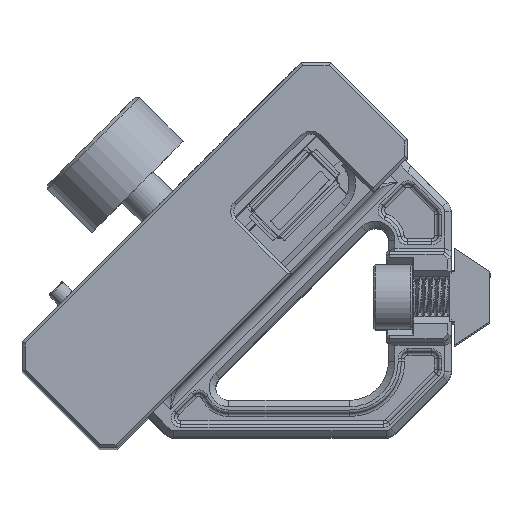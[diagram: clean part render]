
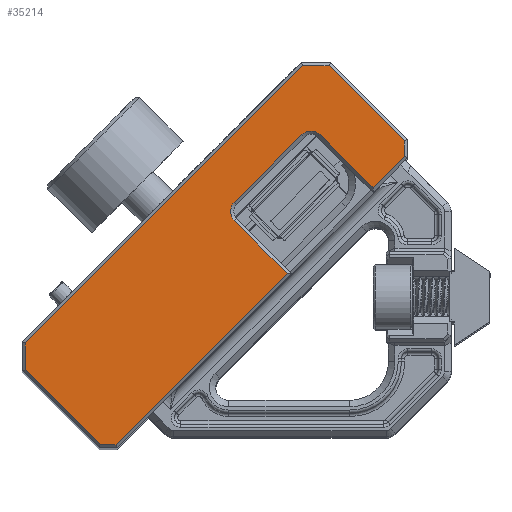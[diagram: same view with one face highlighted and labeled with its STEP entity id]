
A CAD part, top view. The second image highlights one B-rep face of the part: STEP entity #35214.
In plain terms, the highlighted face is planar.
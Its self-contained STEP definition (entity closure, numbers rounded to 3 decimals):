
#1004=PLANE('',#37460);
#2890=FACE_OUTER_BOUND('',#4840,.T.);
#4840=EDGE_LOOP('',(#26187,#26188,#26189,#26190,#26191,#26192,#26193,#26194,
#26195,#26196,#26197,#26198,#26199,#26200));
#7295=LINE('',#53681,#11388);
#7296=LINE('',#53685,#11389);
#7297=LINE('',#53687,#11390);
#7298=LINE('',#53689,#11391);
#7299=LINE('',#53691,#11392);
#7300=LINE('',#53693,#11393);
#7301=LINE('',#53695,#11394);
#7302=LINE('',#53697,#11395);
#7303=LINE('',#53699,#11396);
#7304=LINE('',#53701,#11397);
#7305=LINE('',#53703,#11398);
#7306=LINE('',#53704,#11399);
#11388=VECTOR('',#41379,1000.);
#11389=VECTOR('',#41382,1000.);
#11390=VECTOR('',#41383,1000.);
#11391=VECTOR('',#41384,1000.);
#11392=VECTOR('',#41385,1000.);
#11393=VECTOR('',#41386,1000.);
#11394=VECTOR('',#41387,1000.);
#11395=VECTOR('',#41388,1000.);
#11396=VECTOR('',#41389,1000.);
#11397=VECTOR('',#41390,1000.);
#11398=VECTOR('',#41391,1000.);
#11399=VECTOR('',#41392,1000.);
#15072=CIRCLE('',#37461,2.);
#15073=CIRCLE('',#37462,2.);
#16242=VERTEX_POINT('',#53677);
#16243=VERTEX_POINT('',#53678);
#16244=VERTEX_POINT('',#53680);
#16245=VERTEX_POINT('',#53682);
#16246=VERTEX_POINT('',#53684);
#16247=VERTEX_POINT('',#53686);
#16248=VERTEX_POINT('',#53688);
#16249=VERTEX_POINT('',#53690);
#16250=VERTEX_POINT('',#53692);
#16251=VERTEX_POINT('',#53694);
#16252=VERTEX_POINT('',#53696);
#16253=VERTEX_POINT('',#53698);
#16254=VERTEX_POINT('',#53700);
#16255=VERTEX_POINT('',#53702);
#20130=EDGE_CURVE('',#16242,#16243,#15072,.T.);
#20131=EDGE_CURVE('',#16243,#16244,#7295,.T.);
#20132=EDGE_CURVE('',#16244,#16245,#15073,.T.);
#20133=EDGE_CURVE('',#16245,#16246,#7296,.T.);
#20134=EDGE_CURVE('',#16246,#16247,#7297,.T.);
#20135=EDGE_CURVE('',#16247,#16248,#7298,.T.);
#20136=EDGE_CURVE('',#16248,#16249,#7299,.T.);
#20137=EDGE_CURVE('',#16249,#16250,#7300,.T.);
#20138=EDGE_CURVE('',#16250,#16251,#7301,.T.);
#20139=EDGE_CURVE('',#16251,#16252,#7302,.T.);
#20140=EDGE_CURVE('',#16252,#16253,#7303,.T.);
#20141=EDGE_CURVE('',#16253,#16254,#7304,.T.);
#20142=EDGE_CURVE('',#16254,#16255,#7305,.T.);
#20143=EDGE_CURVE('',#16255,#16242,#7306,.T.);
#26187=ORIENTED_EDGE('',*,*,#20130,.T.);
#26188=ORIENTED_EDGE('',*,*,#20131,.T.);
#26189=ORIENTED_EDGE('',*,*,#20132,.T.);
#26190=ORIENTED_EDGE('',*,*,#20133,.T.);
#26191=ORIENTED_EDGE('',*,*,#20134,.T.);
#26192=ORIENTED_EDGE('',*,*,#20135,.T.);
#26193=ORIENTED_EDGE('',*,*,#20136,.T.);
#26194=ORIENTED_EDGE('',*,*,#20137,.T.);
#26195=ORIENTED_EDGE('',*,*,#20138,.T.);
#26196=ORIENTED_EDGE('',*,*,#20139,.T.);
#26197=ORIENTED_EDGE('',*,*,#20140,.T.);
#26198=ORIENTED_EDGE('',*,*,#20141,.T.);
#26199=ORIENTED_EDGE('',*,*,#20142,.T.);
#26200=ORIENTED_EDGE('',*,*,#20143,.T.);
#35214=ADVANCED_FACE('',(#2890),#1004,.F.);
#37460=AXIS2_PLACEMENT_3D('',#53676,#41375,#41376);
#37461=AXIS2_PLACEMENT_3D('',#53679,#41377,#41378);
#37462=AXIS2_PLACEMENT_3D('',#53683,#41380,#41381);
#41375=DIRECTION('center_axis',(-1.,0.,0.));
#41376=DIRECTION('ref_axis',(0.,0.,1.));
#41377=DIRECTION('center_axis',(-1.,0.,0.));
#41378=DIRECTION('ref_axis',(0.,0.,1.));
#41379=DIRECTION('',(0.,1.,0.));
#41380=DIRECTION('center_axis',(-1.,0.,0.));
#41381=DIRECTION('ref_axis',(0.,0.,1.));
#41382=DIRECTION('',(0.,0.,-1.));
#41383=DIRECTION('',(0.,1.,0.));
#41384=DIRECTION('',(0.,0.707,0.707));
#41385=DIRECTION('',(0.,0.,1.));
#41386=DIRECTION('',(0.,-0.707,0.707));
#41387=DIRECTION('',(0.,-1.,0.));
#41388=DIRECTION('',(0.,-0.707,-0.707));
#41389=DIRECTION('',(0.,0.,-1.));
#41390=DIRECTION('',(0.,0.707,-0.707));
#41391=DIRECTION('',(0.,1.,0.));
#41392=DIRECTION('',(0.,0.,1.));
#53676=CARTESIAN_POINT('Origin',(136.39,67.267,22.));
#53677=CARTESIAN_POINT('',(136.39,39.551,12.038));
#53678=CARTESIAN_POINT('',(136.39,41.551,14.038));
#53679=CARTESIAN_POINT('Origin',(136.39,41.551,12.038));
#53680=CARTESIAN_POINT('',(136.39,56.251,14.038));
#53681=CARTESIAN_POINT('',(136.39,67.267,14.038));
#53682=CARTESIAN_POINT('',(136.39,58.251,12.038));
#53683=CARTESIAN_POINT('Origin',(136.39,56.251,12.038));
#53684=CARTESIAN_POINT('',(136.39,58.251,0.5));
#53685=CARTESIAN_POINT('',(136.39,58.251,22.));
#53686=CARTESIAN_POINT('',(136.39,65.06,0.5));
#53687=CARTESIAN_POINT('',(136.39,67.267,0.5));
#53688=CARTESIAN_POINT('',(136.39,66.767,2.207));
#53689=CARTESIAN_POINT('',(136.39,66.914,2.354));
#53690=CARTESIAN_POINT('',(136.39,66.767,18.593));
#53691=CARTESIAN_POINT('',(136.39,66.767,22.));
#53692=CARTESIAN_POINT('',(136.39,63.86,21.5));
#53693=CARTESIAN_POINT('',(136.39,63.714,21.646));
#53694=CARTESIAN_POINT('',(136.39,3.407,21.5));
#53695=CARTESIAN_POINT('',(136.39,3.2,21.5));
#53696=CARTESIAN_POINT('',(136.39,0.5,18.593));
#53697=CARTESIAN_POINT('',(136.39,0.354,18.446));
#53698=CARTESIAN_POINT('',(136.39,0.5,2.207));
#53699=CARTESIAN_POINT('',(136.39,0.5,22.));
#53700=CARTESIAN_POINT('',(136.39,2.207,0.5));
#53701=CARTESIAN_POINT('',(136.39,2.354,0.354));
#53702=CARTESIAN_POINT('',(136.39,39.551,0.5));
#53703=CARTESIAN_POINT('',(136.39,67.267,0.5));
#53704=CARTESIAN_POINT('',(136.39,39.551,22.));
